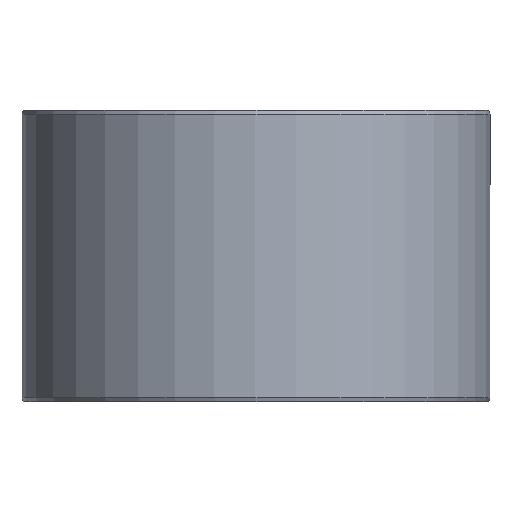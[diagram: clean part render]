
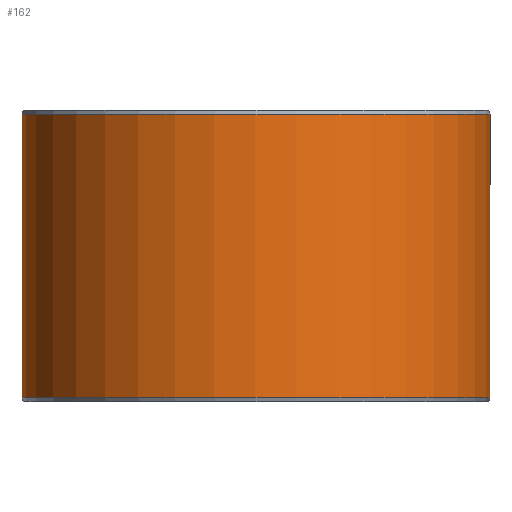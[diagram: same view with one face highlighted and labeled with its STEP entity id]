
A CAD part, front view. The second image highlights one B-rep face of the part: STEP entity #162.
In plain terms, the highlighted cylindrical face has radius 112.5 mm (diameter 225 mm), a partial arc.
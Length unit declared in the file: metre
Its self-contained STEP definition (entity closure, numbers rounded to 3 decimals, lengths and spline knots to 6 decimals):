
#162=ADVANCED_FACE('',(#185,#186),#187,.T.);
#185=FACE_OUTER_BOUND('',#211,.T.);
#186=FACE_BOUND('',#212,.T.);
#187=CYLINDRICAL_SURFACE('',#213,0.1125);
#211=EDGE_LOOP('',(#289,#290,#291,#292));
#212=EDGE_LOOP('',(#293));
#213=AXIS2_PLACEMENT_3D('',#294,#295,#296);
#289=ORIENTED_EDGE('',*,*,#314,.T.);
#290=ORIENTED_EDGE('',*,*,#323,.F.);
#291=ORIENTED_EDGE('',*,*,#309,.F.);
#292=ORIENTED_EDGE('',*,*,#324,.T.);
#293=ORIENTED_EDGE('',*,*,#327,.T.);
#294=CARTESIAN_POINT('',(0.,0.,0.0));
#295=DIRECTION('',(0.,0.0,-1.0));
#296=DIRECTION('',(-1.0,0.0,0.));
#309=EDGE_CURVE('',#341,#342,#343,.T.);
#314=EDGE_CURVE('',#351,#349,#352,.T.);
#323=EDGE_CURVE('',#342,#349,#365,.T.);
#324=EDGE_CURVE('',#341,#351,#366,.T.);
#327=EDGE_CURVE('',#370,#370,#371,.T.);
#341=VERTEX_POINT('',#389);
#342=VERTEX_POINT('',#390);
#343=CIRCLE('',#391,0.1125);
#349=VERTEX_POINT('',#399);
#351=VERTEX_POINT('',#402);
#352=CIRCLE('',#403,0.1125);
#365=LINE('',#422,#423);
#366=LINE('',#424,#425);
#370=VERTEX_POINT('',#501);
#371=B_SPLINE_CURVE_WITH_KNOTS('',3,(#502,#503,#504,#505,#506,#507,#508,#509,#510,#511,#512,#513,#514,#515,#516,#517,#518,#519,#520,#521,#522,#523,#524,#525,#526,#527,#528,#529,#530,#531,#532,#533,#534,#535,#536,#537,#538,#539,#540,#541,#542,#543,#544,#545,#546,#547,#548,#549,#550,#551,#552,#553,#554,#555,#556,#557,#558,#559,#560,#561,#562,#563,#564,#565,#566,#567,#568,#569,#570,#571,#572,#573,#574,#575),.UNSPECIFIED.,.T.,.F.,(2,2,2,2,2,2,2,2,2,2,2,2,2,2,2,2,2,2,2,2,2,2,2,2,2,2,2,2,2,2,2,2,2,2,2,2,2,2,2),(-0.000977,0.0,0.000977,0.001466,0.001954,0.002931,0.003908,0.004885,0.005862,0.006839,0.007816,0.008793,0.00977,0.010747,0.011724,0.012701,0.01319,0.013678,0.014655,0.015632,0.016609,0.017586,0.018564,0.019541,0.020518,0.021495,0.022472,0.023449,0.024426,0.024914,0.025403,0.02638,0.027357,0.028334,0.028822,0.029311,0.030288,0.031265,0.032242),.UNSPECIFIED.);
#389=CARTESIAN_POINT('',(0.001963,0.112483,0.0018));
#390=CARTESIAN_POINT('',(0.,0.1125,0.0018));
#391=AXIS2_PLACEMENT_3D('',#589,#590,#591);
#399=CARTESIAN_POINT('',(0.,0.1125,0.1382));
#402=CARTESIAN_POINT('',(0.001963,0.112483,0.1382));
#403=AXIS2_PLACEMENT_3D('',#598,#599,#600);
#422=CARTESIAN_POINT('',(0.,0.1125,0.0018));
#423=VECTOR('',#613,1.0);
#424=CARTESIAN_POINT('',(0.001963,0.112483,0.0018));
#425=VECTOR('',#614,1.0);
#501=CARTESIAN_POINT('',(0.093761,-0.06217,0.07));
#502=CARTESIAN_POINT('',(0.093761,-0.06217,0.06967));
#503=CARTESIAN_POINT('',(0.093761,-0.06217,0.07033));
#504=CARTESIAN_POINT('',(0.093779,-0.062143,0.070655));
#505=CARTESIAN_POINT('',(0.093831,-0.062064,0.071135));
#506=CARTESIAN_POINT('',(0.093853,-0.062031,0.071293));
#507=CARTESIAN_POINT('',(0.093906,-0.061951,0.071607));
#508=CARTESIAN_POINT('',(0.093937,-0.061905,0.071763));
#509=CARTESIAN_POINT('',(0.09404,-0.061747,0.072217));
#510=CARTESIAN_POINT('',(0.094124,-0.061619,0.072504));
#511=CARTESIAN_POINT('',(0.094323,-0.061315,0.073048));
#512=CARTESIAN_POINT('',(0.094438,-0.061137,0.073305));
#513=CARTESIAN_POINT('',(0.094688,-0.060749,0.073766));
#514=CARTESIAN_POINT('',(0.094824,-0.060537,0.073973));
#515=CARTESIAN_POINT('',(0.095117,-0.060076,0.074339));
#516=CARTESIAN_POINT('',(0.095272,-0.05983,0.074494));
#517=CARTESIAN_POINT('',(0.095591,-0.059319,0.074744));
#518=CARTESIAN_POINT('',(0.095756,-0.059051,0.07484));
#519=CARTESIAN_POINT('',(0.096094,-0.058501,0.074968));
#520=CARTESIAN_POINT('',(0.096262,-0.058224,0.075));
#521=CARTESIAN_POINT('',(0.096598,-0.057665,0.075));
#522=CARTESIAN_POINT('',(0.096767,-0.05738,0.074968));
#523=CARTESIAN_POINT('',(0.097093,-0.056827,0.07484));
#524=CARTESIAN_POINT('',(0.09725,-0.056558,0.074746));
#525=CARTESIAN_POINT('',(0.097553,-0.056034,0.074495));
#526=CARTESIAN_POINT('',(0.097698,-0.05578,0.074339));
#527=CARTESIAN_POINT('',(0.097966,-0.055308,0.073977));
#528=CARTESIAN_POINT('',(0.09809,-0.055088,0.073771));
#529=CARTESIAN_POINT('',(0.098318,-0.05468,0.073304));
#530=CARTESIAN_POINT('',(0.098418,-0.054499,0.073051));
#531=CARTESIAN_POINT('',(0.09855,-0.054261,0.072645));
#532=CARTESIAN_POINT('',(0.09859,-0.054187,0.072505));
#533=CARTESIAN_POINT('',(0.098665,-0.054051,0.072216));
#534=CARTESIAN_POINT('',(0.098699,-0.053989,0.072066));
#535=CARTESIAN_POINT('',(0.098789,-0.053823,0.071612));
#536=CARTESIAN_POINT('',(0.098834,-0.05374,0.0713));
#537=CARTESIAN_POINT('',(0.098896,-0.053628,0.070659));
#538=CARTESIAN_POINT('',(0.098911,-0.053599,0.070328));
#539=CARTESIAN_POINT('',(0.098911,-0.053599,0.069675));
#540=CARTESIAN_POINT('',(0.098896,-0.053626,0.069351));
#541=CARTESIAN_POINT('',(0.098835,-0.053739,0.068706));
#542=CARTESIAN_POINT('',(0.098789,-0.053823,0.06839));
#543=CARTESIAN_POINT('',(0.09867,-0.054042,0.067789));
#544=CARTESIAN_POINT('',(0.098596,-0.054177,0.067498));
#545=CARTESIAN_POINT('',(0.098419,-0.054497,0.066951));
#546=CARTESIAN_POINT('',(0.098319,-0.054679,0.066699));
#547=CARTESIAN_POINT('',(0.098094,-0.055081,0.066237));
#548=CARTESIAN_POINT('',(0.097968,-0.055305,0.066026));
#549=CARTESIAN_POINT('',(0.097699,-0.055778,0.065662));
#550=CARTESIAN_POINT('',(0.097557,-0.056027,0.065508));
#551=CARTESIAN_POINT('',(0.097254,-0.05655,0.065257));
#552=CARTESIAN_POINT('',(0.097094,-0.056825,0.065161));
#553=CARTESIAN_POINT('',(0.09677,-0.057376,0.065033));
#554=CARTESIAN_POINT('',(0.096604,-0.057655,0.065));
#555=CARTESIAN_POINT('',(0.096264,-0.05822,0.065));
#556=CARTESIAN_POINT('',(0.096095,-0.058499,0.065032));
#557=CARTESIAN_POINT('',(0.095844,-0.058908,0.065127));
#558=CARTESIAN_POINT('',(0.095761,-0.059043,0.065166));
#559=CARTESIAN_POINT('',(0.095596,-0.05931,0.065261));
#560=CARTESIAN_POINT('',(0.095514,-0.059442,0.065317));
#561=CARTESIAN_POINT('',(0.095273,-0.059828,0.065505));
#562=CARTESIAN_POINT('',(0.09512,-0.060071,0.065658));
#563=CARTESIAN_POINT('',(0.094828,-0.06053,0.06602));
#564=CARTESIAN_POINT('',(0.094689,-0.060747,0.066231));
#565=CARTESIAN_POINT('',(0.094439,-0.061136,0.066692));
#566=CARTESIAN_POINT('',(0.094326,-0.061309,0.066944));
#567=CARTESIAN_POINT('',(0.094176,-0.061539,0.067353));
#568=CARTESIAN_POINT('',(0.09413,-0.061611,0.067495));
#569=CARTESIAN_POINT('',(0.094045,-0.06174,0.067784));
#570=CARTESIAN_POINT('',(0.094006,-0.061798,0.067931));
#571=CARTESIAN_POINT('',(0.093903,-0.061955,0.068382));
#572=CARTESIAN_POINT('',(0.09385,-0.062035,0.068696));
#573=CARTESIAN_POINT('',(0.093779,-0.062143,0.069343));
#574=CARTESIAN_POINT('',(0.093761,-0.06217,0.06967));
#575=CARTESIAN_POINT('',(0.093761,-0.06217,0.07033));
#589=CARTESIAN_POINT('',(0.,0.,0.0018));
#590=DIRECTION('',(0.,0.0,-1.0));
#591=DIRECTION('',(-1.0,0.0,0.));
#598=CARTESIAN_POINT('',(0.,0.,0.1382));
#599=DIRECTION('',(0.,0.0,-1.0));
#600=DIRECTION('',(-1.0,0.0,0.));
#613=DIRECTION('',(0.,0.,1.0));
#614=DIRECTION('',(0.,0.,1.0));
